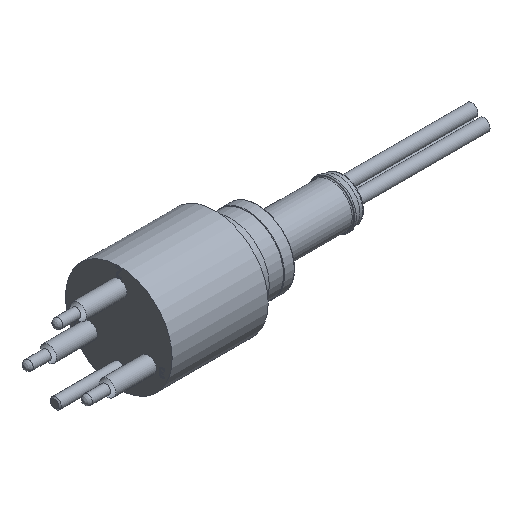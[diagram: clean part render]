
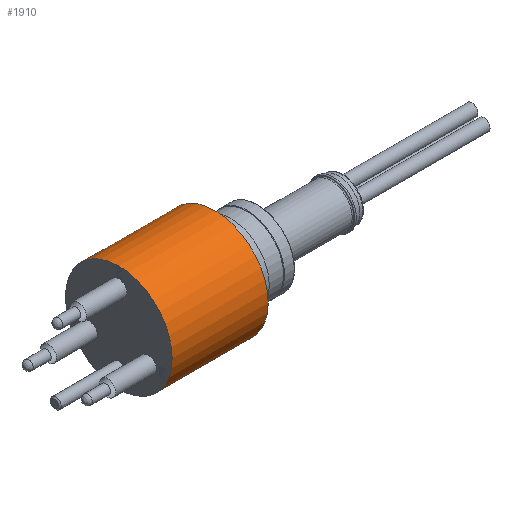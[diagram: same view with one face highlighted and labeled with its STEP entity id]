
A CAD part, isometric view. The second image highlights one B-rep face of the part: STEP entity #1910.
In plain terms, the highlighted cylindrical face has radius 15.875 mm (diameter 31.75 mm), a full revolution.
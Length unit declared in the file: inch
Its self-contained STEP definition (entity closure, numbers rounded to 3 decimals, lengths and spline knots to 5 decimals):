
#28=CYLINDRICAL_SURFACE('',#2063,0.625);
#136=CIRCLE('',#2048,0.625);
#137=CIRCLE('',#2049,0.625);
#140=CIRCLE('',#2053,0.625);
#141=CIRCLE('',#2054,0.625);
#352=FACE_OUTER_BOUND('',#474,.T.);
#474=EDGE_LOOP('',(#1620,#1621,#1622,#1623,#1624,#1625));
#607=LINE('',#3455,#731);
#731=VECTOR('',#2438,0.625);
#908=VERTEX_POINT('',#3425);
#909=VERTEX_POINT('',#3426);
#912=VERTEX_POINT('',#3434);
#913=VERTEX_POINT('',#3435);
#1160=EDGE_CURVE('',#908,#909,#136,.T.);
#1161=EDGE_CURVE('',#909,#908,#137,.T.);
#1164=EDGE_CURVE('',#912,#913,#140,.T.);
#1165=EDGE_CURVE('',#913,#912,#141,.T.);
#1174=EDGE_CURVE('',#913,#909,#607,.T.);
#1620=ORIENTED_EDGE('',*,*,#1164,.F.);
#1621=ORIENTED_EDGE('',*,*,#1165,.F.);
#1622=ORIENTED_EDGE('',*,*,#1174,.T.);
#1623=ORIENTED_EDGE('',*,*,#1161,.T.);
#1624=ORIENTED_EDGE('',*,*,#1160,.T.);
#1625=ORIENTED_EDGE('',*,*,#1174,.F.);
#1910=ADVANCED_FACE('',(#352),#28,.T.);
#2048=AXIS2_PLACEMENT_3D('',#3427,#2406,#2407);
#2049=AXIS2_PLACEMENT_3D('',#3428,#2408,#2409);
#2053=AXIS2_PLACEMENT_3D('',#3436,#2416,#2417);
#2054=AXIS2_PLACEMENT_3D('',#3437,#2418,#2419);
#2063=AXIS2_PLACEMENT_3D('',#3454,#2436,#2437);
#2406=DIRECTION('center_axis',(-1.,0.,0.));
#2407=DIRECTION('ref_axis',(0.,1.,0.002));
#2408=DIRECTION('center_axis',(-1.,0.,0.));
#2409=DIRECTION('ref_axis',(0.,1.,0.002));
#2416=DIRECTION('center_axis',(-1.,0.,0.));
#2417=DIRECTION('ref_axis',(0.,1.,0.002));
#2418=DIRECTION('center_axis',(-1.,0.,0.));
#2419=DIRECTION('ref_axis',(0.,1.,0.002));
#2436=DIRECTION('center_axis',(-1.,0.,0.));
#2437=DIRECTION('ref_axis',(0.,1.,0.002));
#2438=DIRECTION('',(1.,0.,0.));
#3425=CARTESIAN_POINT('',(1.125,0.625,0.00109));
#3426=CARTESIAN_POINT('',(1.125,-0.625,-0.00109));
#3427=CARTESIAN_POINT('Origin',(1.125,0.,0.));
#3428=CARTESIAN_POINT('Origin',(1.125,0.,0.));
#3434=CARTESIAN_POINT('',(0.,0.625,0.00109));
#3435=CARTESIAN_POINT('',(0.,-0.625,-0.00109));
#3436=CARTESIAN_POINT('Origin',(0.,0.,
0.));
#3437=CARTESIAN_POINT('Origin',(0.,0.,
0.));
#3454=CARTESIAN_POINT('Origin',(0.,0.,
0.));
#3455=CARTESIAN_POINT('',(0.,-0.625,-0.00109));
